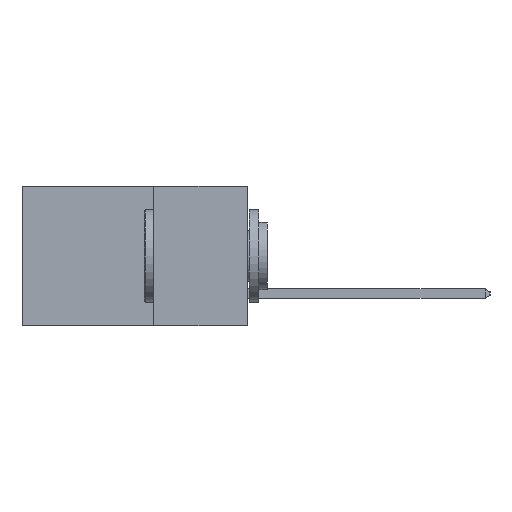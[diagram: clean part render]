
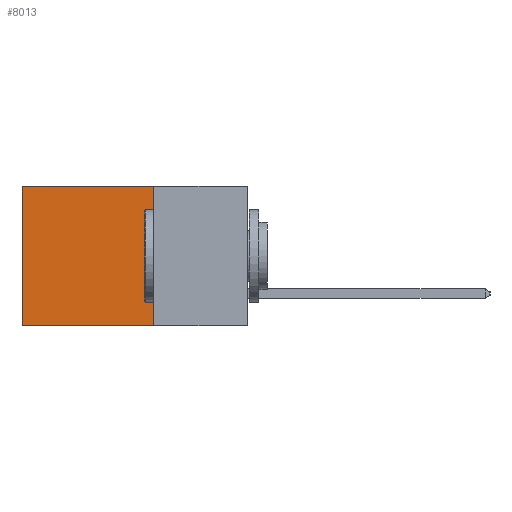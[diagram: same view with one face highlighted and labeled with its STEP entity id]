
A CAD part, left-side view. The second image highlights one B-rep face of the part: STEP entity #8013.
In plain terms, the highlighted planar face has unit normal (-1, 0, 0).
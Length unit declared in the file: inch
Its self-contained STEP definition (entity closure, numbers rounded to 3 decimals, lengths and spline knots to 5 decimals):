
#319 = DIRECTION ( 'NONE',  ( 0., 0., -1. ) ) ;
#454 = LINE ( 'NONE', #10347, #10734 ) ;
#1308 = FACE_OUTER_BOUND ( 'NONE', #6147, .T. ) ;
#1875 = EDGE_CURVE ( 'NONE', #3437, #15481, #454, .T. ) ;
#2408 = ORIENTED_EDGE ( 'NONE', *, *, #11714, .T. ) ;
#3372 = VECTOR ( 'NONE', #8187, 39.37008 ) ;
#3437 = VERTEX_POINT ( 'NONE', #11025 ) ;
#3821 = ORIENTED_EDGE ( 'NONE', *, *, #4718, .T. ) ;
#4718 = EDGE_CURVE ( 'NONE', #14942, #4854, #12759, .T. ) ;
#4854 = VERTEX_POINT ( 'NONE', #14596 ) ;
#5440 = VECTOR ( 'NONE', #319, 39.37008 ) ;
#5811 = ORIENTED_EDGE ( 'NONE', *, *, #1875, .F. ) ;
#6080 = VECTOR ( 'NONE', #7682, 39.37008 ) ;
#6147 = EDGE_LOOP ( 'NONE', ( #2408, #5811, #7332, #3821 ) ) ;
#6442 = CARTESIAN_POINT ( 'NONE',  ( 0.2615, 0.25, -0.37 ) ) ;
#6601 = CARTESIAN_POINT ( 'NONE',  ( 0.2615, 0.25, 0. ) ) ;
#7332 = ORIENTED_EDGE ( 'NONE', *, *, #9800, .F. ) ;
#7682 = DIRECTION ( 'NONE',  ( 0., 0., -1. ) ) ;
#7706 = AXIS2_PLACEMENT_3D ( 'NONE', #11461, #11209, #11046 ) ;
#8013 = ADVANCED_FACE ( 'NONE', ( #1308 ), #11528, .F. ) ;
#8187 = DIRECTION ( 'NONE',  ( 0., 1., 0. ) ) ;
#8287 = CARTESIAN_POINT ( 'NONE',  ( 0.2615, 0.25, 0. ) ) ;
#9006 = LINE ( 'NONE', #6442, #6080 ) ;
#9800 = EDGE_CURVE ( 'NONE', #14942, #3437, #9006, .T. ) ;
#10169 = CARTESIAN_POINT ( 'NONE',  ( 0.2615, 0.6, -0.37 ) ) ;
#10347 = CARTESIAN_POINT ( 'NONE',  ( 0.2615, 0.25, -0.37 ) ) ;
#10389 = DIRECTION ( 'NONE',  ( 0., 1., 0. ) ) ;
#10734 = VECTOR ( 'NONE', #10389, 39.37008 ) ;
#11025 = CARTESIAN_POINT ( 'NONE',  ( 0.2615, 0.25, -0.37 ) ) ;
#11046 = DIRECTION ( 'NONE',  ( 0., 0., -1. ) ) ;
#11209 = DIRECTION ( 'NONE',  ( 1., 0., 0. ) ) ;
#11461 = CARTESIAN_POINT ( 'NONE',  ( 0.2615, 0.25, -0.37 ) ) ;
#11528 = PLANE ( 'NONE',  #7706 ) ;
#11714 = EDGE_CURVE ( 'NONE', #4854, #15481, #15762, .T. ) ;
#12759 = LINE ( 'NONE', #8287, #3372 ) ;
#14596 = CARTESIAN_POINT ( 'NONE',  ( 0.2615, 0.6, 0. ) ) ;
#14941 = CARTESIAN_POINT ( 'NONE',  ( 0.2615, 0.6, -0.37 ) ) ;
#14942 = VERTEX_POINT ( 'NONE', #6601 ) ;
#15481 = VERTEX_POINT ( 'NONE', #10169 ) ;
#15762 = LINE ( 'NONE', #14941, #5440 ) ;
